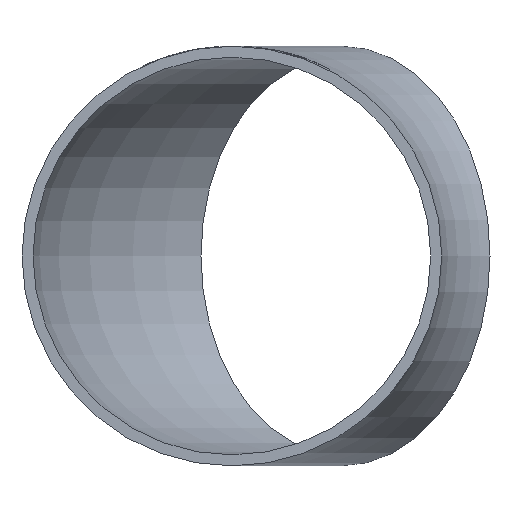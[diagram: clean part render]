
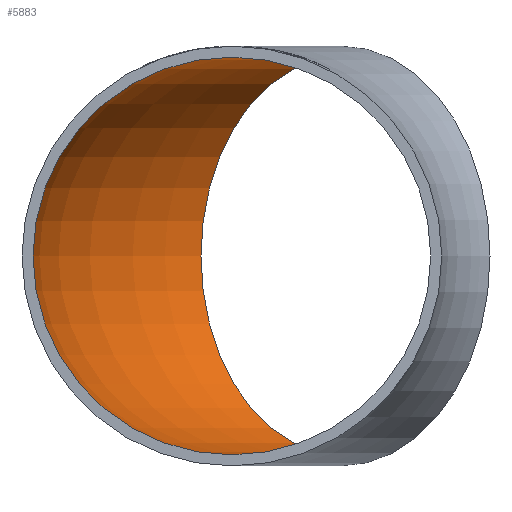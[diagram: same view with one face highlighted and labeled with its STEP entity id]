
A CAD part, front view. The second image highlights one B-rep face of the part: STEP entity #5883.
In plain terms, the highlighted toroidal (fillet/blend) face has major radius 102 mm and minor radius 54.15 mm.
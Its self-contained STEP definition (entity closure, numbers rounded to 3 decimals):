
#85 = ORIENTED_EDGE ( 'NONE', *, *, #12428, .T. ) ;
#1845 = DIRECTION ( 'NONE',  ( 0., 0., -1. ) ) ;
#3518 = FACE_OUTER_BOUND ( 'NONE', #4163, .T. ) ;
#4163 = EDGE_LOOP ( 'NONE', ( #18015 ) ) ;
#5410 = TOROIDAL_SURFACE ( 'NONE', #8437, 102., 54.15 ) ;
#5883 = ADVANCED_FACE ( 'NONE', ( #11257, #3518 ), #5410, .F. ) ;
#6228 = CARTESIAN_POINT ( 'NONE',  ( -110.415, 110.415, 0. ) ) ;
#6449 = CARTESIAN_POINT ( 'NONE',  ( -102., 0., 0. ) ) ;
#6955 = CARTESIAN_POINT ( 'NONE',  ( -72.125, 72.125, 0. ) ) ;
#7222 = CIRCLE ( 'NONE', #11900, 54.15 ) ;
#8240 = DIRECTION ( 'NONE',  ( -1., 0., 0. ) ) ;
#8437 = AXIS2_PLACEMENT_3D ( 'NONE', #14354, #1845, #8240 ) ;
#8452 = DIRECTION ( 'NONE',  ( -0.707, 0.707, 0. ) ) ;
#10208 = DIRECTION ( 'NONE',  ( 0.707, 0.707, 0. ) ) ;
#10733 = EDGE_LOOP ( 'NONE', ( #85 ) ) ;
#10960 = DIRECTION ( 'NONE',  ( 0., 0., 1. ) ) ;
#11150 = VERTEX_POINT ( 'NONE', #17493 ) ;
#11257 = FACE_OUTER_BOUND ( 'NONE', #10733, .T. ) ;
#11900 = AXIS2_PLACEMENT_3D ( 'NONE', #6955, #10208, #8452 ) ;
#12315 = EDGE_CURVE ( 'NONE', #11150, #11150, #13862, .T. ) ;
#12318 = VERTEX_POINT ( 'NONE', #6228 ) ;
#12428 = EDGE_CURVE ( 'NONE', #12318, #12318, #7222, .T. ) ;
#13862 = CIRCLE ( 'NONE', #18550, 54.15 ) ;
#14354 = CARTESIAN_POINT ( 'NONE',  ( 0., 0., 0. ) ) ;
#17493 = CARTESIAN_POINT ( 'NONE',  ( -102., 0., 54.15 ) ) ;
#17504 = DIRECTION ( 'NONE',  ( 0., 1., 0. ) ) ;
#18015 = ORIENTED_EDGE ( 'NONE', *, *, #12315, .F. ) ;
#18550 = AXIS2_PLACEMENT_3D ( 'NONE', #6449, #17504, #10960 ) ;
